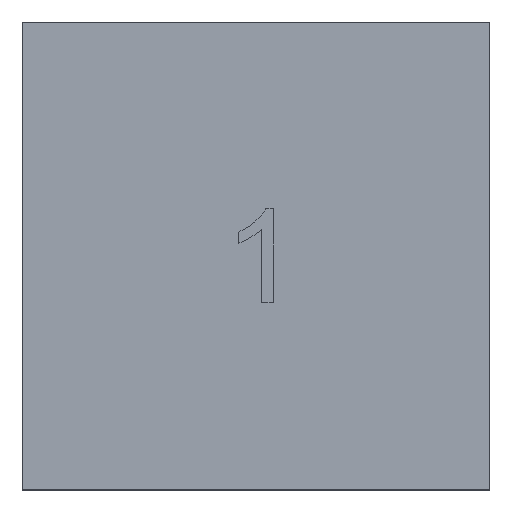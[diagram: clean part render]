
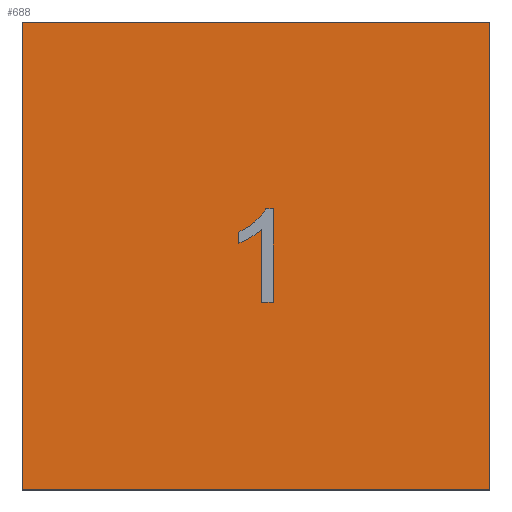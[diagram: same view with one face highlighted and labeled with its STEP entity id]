
A CAD part, top view. The second image highlights one B-rep face of the part: STEP entity #688.
In plain terms, the highlighted planar face has unit normal (0, 0, 1).
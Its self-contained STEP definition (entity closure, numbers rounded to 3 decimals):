
#42=CARTESIAN_POINT('',(-12.5,12.5,25.));
#43=VERTEX_POINT('',#42);
#50=CARTESIAN_POINT('',(12.5,12.5,25.));
#51=VERTEX_POINT('',#50);
#52=CARTESIAN_POINT('',(-12.5,12.5,25.));
#53=DIRECTION('',(1.,0.,-0.));
#54=VECTOR('',#53,25.);
#55=LINE('',#52,#54);
#56=EDGE_CURVE('',#43,#51,#55,.T.);
#172=CARTESIAN_POINT('',(12.5,-12.5,25.));
#173=VERTEX_POINT('',#172);
#180=CARTESIAN_POINT('',(-12.5,-12.5,25.));
#181=VERTEX_POINT('',#180);
#182=CARTESIAN_POINT('',(12.5,-12.5,25.));
#183=DIRECTION('',(-1.,0.,0.));
#184=VECTOR('',#183,25.);
#185=LINE('',#182,#184);
#186=EDGE_CURVE('',#173,#181,#185,.T.);
#340=CARTESIAN_POINT('',(12.5,12.5,25.));
#341=DIRECTION('',(0.,-1.,0.));
#342=VECTOR('',#341,25.);
#343=LINE('',#340,#342);
#344=EDGE_CURVE('',#51,#173,#343,.T.);
#483=CARTESIAN_POINT('',(-12.5,-12.5,25.));
#484=DIRECTION('',(0.,1.,0.));
#485=VECTOR('',#484,25.);
#486=LINE('',#483,#485);
#487=EDGE_CURVE('',#181,#43,#486,.T.);
#611=CARTESIAN_POINT('',(0.,0.,25.));
#612=DIRECTION('',(0.,0.,1.));
#613=DIRECTION('',(1.,0.,0.));
#614=AXIS2_PLACEMENT_3D('',#611,#612,#613);
#615=PLANE('',#614);
#616=ORIENTED_EDGE('',*,*,#344,.F.);
#617=ORIENTED_EDGE('',*,*,#56,.F.);
#618=ORIENTED_EDGE('',*,*,#487,.F.);
#619=ORIENTED_EDGE('',*,*,#186,.F.);
#620=EDGE_LOOP('',(#616,#617,#618,#619));
#621=FACE_BOUND('',#620,.T.);
#622=CARTESIAN_POINT('',(0.525,2.509,25.));
#623=VERTEX_POINT('',#622);
#624=CARTESIAN_POINT('',(0.92,2.509,25.));
#625=VERTEX_POINT('',#624);
#626=CARTESIAN_POINT('',(0.525,2.509,25.));
#627=DIRECTION('',(1.,0.,-0.));
#628=VECTOR('',#627,0.395);
#629=LINE('',#626,#628);
#630=EDGE_CURVE('',#623,#625,#629,.T.);
#631=ORIENTED_EDGE('',*,*,#630,.T.);
#632=CARTESIAN_POINT('',(0.92,-2.509,25.));
#633=VERTEX_POINT('',#632);
#634=CARTESIAN_POINT('',(0.92,2.509,25.));
#635=DIRECTION('',(0.,-1.,0.));
#636=VECTOR('',#635,5.017);
#637=LINE('',#634,#636);
#638=EDGE_CURVE('',#625,#633,#637,.T.);
#639=ORIENTED_EDGE('',*,*,#638,.T.);
#640=CARTESIAN_POINT('',(0.307,-2.509,25.));
#641=VERTEX_POINT('',#640);
#642=CARTESIAN_POINT('',(0.92,-2.509,25.));
#643=DIRECTION('',(-1.,0.,0.));
#644=VECTOR('',#643,0.613);
#645=LINE('',#642,#644);
#646=EDGE_CURVE('',#633,#641,#645,.T.);
#647=ORIENTED_EDGE('',*,*,#646,.T.);
#648=CARTESIAN_POINT('',(0.307,1.401,25.));
#649=VERTEX_POINT('',#648);
#650=CARTESIAN_POINT('',(0.307,-2.509,25.));
#651=DIRECTION('',(0.,1.,0.));
#652=VECTOR('',#651,3.909);
#653=LINE('',#650,#652);
#654=EDGE_CURVE('',#641,#649,#653,.T.);
#655=ORIENTED_EDGE('',*,*,#654,.T.);
#656=CARTESIAN_POINT('',(-0.92,0.661,25.));
#657=VERTEX_POINT('',#656);
#658=CARTESIAN_POINT('',(0.307,1.401,25.));
#659=CARTESIAN_POINT('',(0.159,1.26,25.));
#660=CARTESIAN_POINT('',(-0.035,1.119,25.));
#661=CARTESIAN_POINT('',(-0.274,0.978,25.));
#662=CARTESIAN_POINT('',(-0.514,0.837,25.));
#663=CARTESIAN_POINT('',(-0.729,0.732,25.));
#664=CARTESIAN_POINT('',(-0.92,0.661,25.));
#665=B_SPLINE_CURVE_WITH_KNOTS('',3,(#658,#659,#660,#661,#662,#663,#664),.UNSPECIFIED.,.F.,.F.,(4,3,4),(0.,0.5,1.),.UNSPECIFIED.);
#666=EDGE_CURVE('',#649,#657,#665,.T.);
#667=ORIENTED_EDGE('',*,*,#666,.T.);
#668=CARTESIAN_POINT('',(-0.92,1.254,25.));
#669=VERTEX_POINT('',#668);
#670=CARTESIAN_POINT('',(-0.92,0.661,25.));
#671=DIRECTION('',(0.,1.,0.));
#672=VECTOR('',#671,0.593);
#673=LINE('',#670,#672);
#674=EDGE_CURVE('',#657,#669,#673,.T.);
#675=ORIENTED_EDGE('',*,*,#674,.T.);
#676=CARTESIAN_POINT('',(-0.92,1.254,25.));
#677=CARTESIAN_POINT('',(-0.577,1.416,25.));
#678=CARTESIAN_POINT('',(-0.277,1.611,25.));
#679=CARTESIAN_POINT('',(-0.02,1.84,25.));
#680=CARTESIAN_POINT('',(0.236,2.07,25.));
#681=CARTESIAN_POINT('',(0.418,2.293,25.));
#682=CARTESIAN_POINT('',(0.525,2.509,25.));
#683=B_SPLINE_CURVE_WITH_KNOTS('',3,(#676,#677,#678,#679,#680,#681,#682),.UNSPECIFIED.,.F.,.F.,(4,3,4),(0.,0.5,1.),.UNSPECIFIED.);
#684=EDGE_CURVE('',#669,#623,#683,.T.);
#685=ORIENTED_EDGE('',*,*,#684,.T.);
#686=EDGE_LOOP('',(#631,#639,#647,#655,#667,#675,#685));
#687=FACE_BOUND('',#686,.T.);
#688=ADVANCED_FACE('',(#621,#687),#615,.T.);
